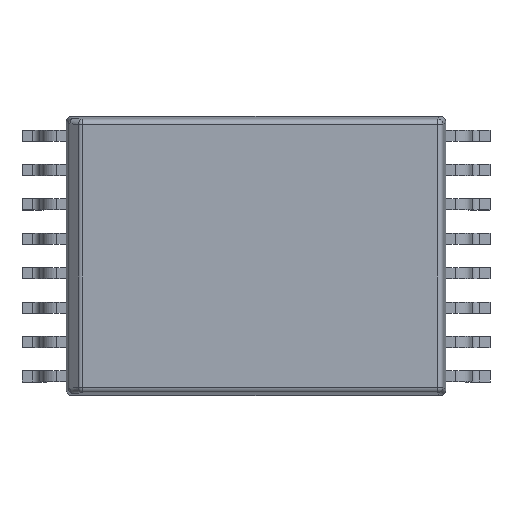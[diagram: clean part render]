
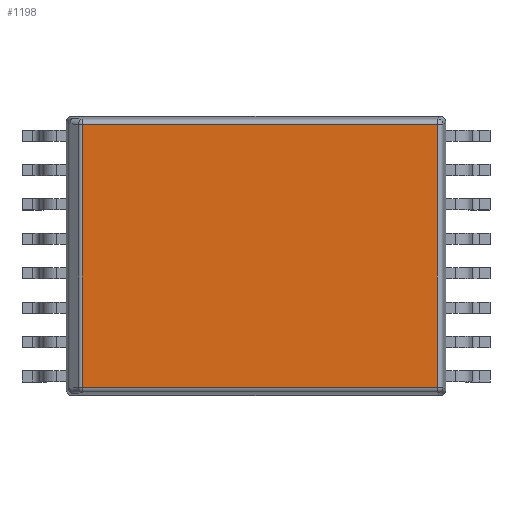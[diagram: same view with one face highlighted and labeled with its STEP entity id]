
A CAD part, top view. The second image highlights one B-rep face of the part: STEP entity #1198.
In plain terms, the highlighted face is planar.
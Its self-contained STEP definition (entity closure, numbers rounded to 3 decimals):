
#28=DIRECTION('',(-1.,0.,0.));
#29=VECTOR('',#28,9.697);
#30=CARTESIAN_POINT('',(4.848,1.016,-6.421));
#31=LINE('',#30,#29);
#67=DIRECTION('',(0.,0.,1.));
#68=VECTOR('',#67,13.12);
#69=CARTESIAN_POINT('',(-4.848,1.016,-6.421));
#70=LINE('',#69,#68);
#302=DIRECTION('',(0.,0.,-1.));
#303=VECTOR('',#302,13.12);
#304=CARTESIAN_POINT('',(4.848,1.016,6.698));
#305=LINE('',#304,#303);
#340=DIRECTION('',(1.,0.,0.));
#341=VECTOR('',#340,9.697);
#342=CARTESIAN_POINT('',(-4.848,1.016,6.698));
#343=LINE('',#342,#341);
#1063=CARTESIAN_POINT('',(-4.848,1.016,6.698));
#1064=CARTESIAN_POINT('',(4.848,1.016,6.698));
#1065=VERTEX_POINT('',#1063);
#1066=VERTEX_POINT('',#1064);
#1169=CARTESIAN_POINT('',(-4.848,1.016,-6.421));
#1170=VERTEX_POINT('',#1169);
#1171=CARTESIAN_POINT('',(4.848,1.016,-6.421));
#1172=VERTEX_POINT('',#1171);
#1183=CARTESIAN_POINT('',(0.,1.016,0.));
#1184=DIRECTION('',(0.,1.,0.));
#1185=DIRECTION('',(1.,0.,0.));
#1186=AXIS2_PLACEMENT_3D('',#1183,#1184,#1185);
#1187=PLANE('',#1186);
#1189=ORIENTED_EDGE('',*,*,#1188,.F.);
#1191=ORIENTED_EDGE('',*,*,#1190,.F.);
#1193=ORIENTED_EDGE('',*,*,#1192,.F.);
#1195=ORIENTED_EDGE('',*,*,#1194,.F.);
#1196=EDGE_LOOP('',(#1189,#1191,#1193,#1195));
#1197=FACE_OUTER_BOUND('',#1196,.F.);
#1188=EDGE_CURVE('',#1172,#1170,#31,.T.);
#1190=EDGE_CURVE('',#1066,#1172,#305,.T.);
#1192=EDGE_CURVE('',#1065,#1066,#343,.T.);
#1194=EDGE_CURVE('',#1170,#1065,#70,.T.);
#1198=ADVANCED_FACE('',(#1197),#1187,.T.);
